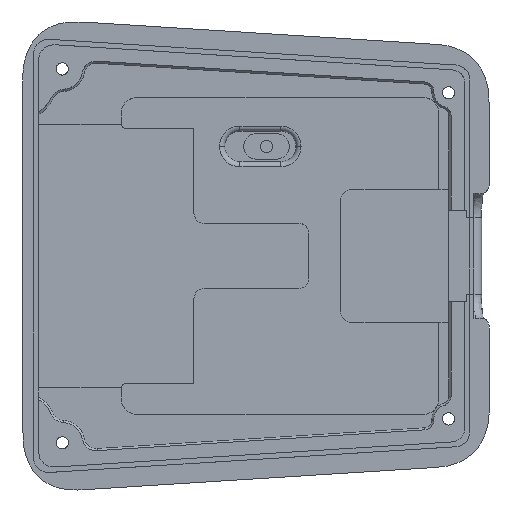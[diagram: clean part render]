
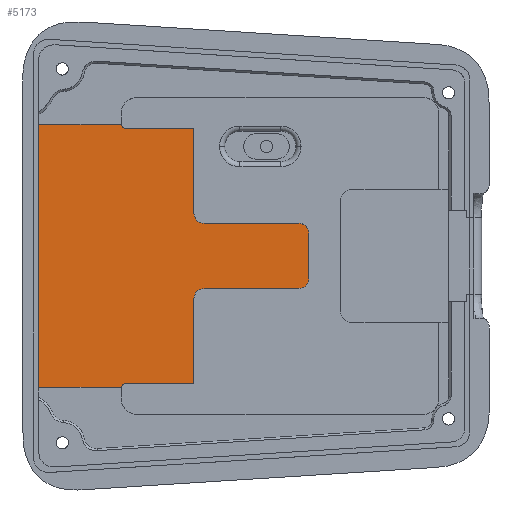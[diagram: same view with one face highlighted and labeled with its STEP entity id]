
A CAD part, top view. The second image highlights one B-rep face of the part: STEP entity #5173.
In plain terms, the highlighted planar face has unit normal (0, 0, 1).
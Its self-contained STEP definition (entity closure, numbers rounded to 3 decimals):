
#4756=CARTESIAN_POINT('',(-6.557,28.175,-2.579));
#4757=VERTEX_POINT('',#4756);
#4790=CARTESIAN_POINT('',(-6.557,-23.425,-2.579));
#4791=VERTEX_POINT('',#4790);
#4798=CARTESIAN_POINT('',(-6.557,-23.425,-2.579));
#4799=DIRECTION('',(0.,1.,-0.));
#4800=VECTOR('',#4799,51.6);
#4801=LINE('',#4798,#4800);
#4802=EDGE_CURVE('',#4791,#4757,#4801,.T.);
#4984=CARTESIAN_POINT('',(46.503,6.766,-2.579));
#4985=VERTEX_POINT('',#4984);
#4993=CARTESIAN_POINT('',(44.503,8.766,-2.579));
#4994=VERTEX_POINT('',#4993);
#5001=CARTESIAN_POINT('',(44.503,6.766,-2.579));
#5002=DIRECTION('',(-0.,0.,1.));
#5003=DIRECTION('',(1.,0.,0.));
#5004=AXIS2_PLACEMENT_3D('',#5001,#5002,#5003);
#5005=CIRCLE('',#5004,2.);
#5006=EDGE_CURVE('',#4985,#4994,#5005,.T.);
#5016=CARTESIAN_POINT('',(44.503,-4.034,-2.579));
#5017=VERTEX_POINT('',#5016);
#5025=CARTESIAN_POINT('',(46.503,-2.034,-2.579));
#5026=VERTEX_POINT('',#5025);
#5033=CARTESIAN_POINT('',(44.503,-2.034,-2.579));
#5034=DIRECTION('',(-0.,0.,1.));
#5035=DIRECTION('',(1.,0.,0.));
#5036=AXIS2_PLACEMENT_3D('',#5033,#5034,#5035);
#5037=CIRCLE('',#5036,2.);
#5038=EDGE_CURVE('',#5017,#5026,#5037,.T.);
#5043=CARTESIAN_POINT('',(33.503,2.366,-2.579));
#5044=DIRECTION('',(-0.,0.,1.));
#5045=DIRECTION('',(0.826,0.564,0.));
#5046=AXIS2_PLACEMENT_3D('',#5043,#5044,#5045);
#5047=PLANE('',#5046);
#5048=CARTESIAN_POINT('',(46.503,-2.034,-2.579));
#5049=DIRECTION('',(0.,1.,-0.));
#5050=VECTOR('',#5049,8.8);
#5051=LINE('',#5048,#5050);
#5052=EDGE_CURVE('',#5026,#4985,#5051,.T.);
#5053=ORIENTED_EDGE('',*,*,#5052,.T.);
#5054=ORIENTED_EDGE('',*,*,#5006,.T.);
#5055=CARTESIAN_POINT('',(25.943,8.766,-2.579));
#5056=VERTEX_POINT('',#5055);
#5057=CARTESIAN_POINT('',(25.943,8.766,-2.579));
#5058=DIRECTION('',(1.,-0.,0.));
#5059=VECTOR('',#5058,18.56);
#5060=LINE('',#5057,#5059);
#5061=EDGE_CURVE('',#5056,#4994,#5060,.T.);
#5062=ORIENTED_EDGE('',*,*,#5061,.F.);
#5063=CARTESIAN_POINT('',(23.943,10.766,-2.579));
#5064=VERTEX_POINT('',#5063);
#5065=CARTESIAN_POINT('',(25.943,10.766,-2.579));
#5066=DIRECTION('',(0.,-0.,-1.));
#5067=DIRECTION('',(1.,0.,0.));
#5068=AXIS2_PLACEMENT_3D('',#5065,#5066,#5067);
#5069=CIRCLE('',#5068,2.);
#5070=EDGE_CURVE('',#5056,#5064,#5069,.T.);
#5071=ORIENTED_EDGE('',*,*,#5070,.T.);
#5072=CARTESIAN_POINT('',(23.943,27.375,-2.579));
#5073=VERTEX_POINT('',#5072);
#5074=CARTESIAN_POINT('',(23.943,27.375,-2.579));
#5075=DIRECTION('',(-0.,-1.,0.));
#5076=VECTOR('',#5075,16.609);
#5077=LINE('',#5074,#5076);
#5078=EDGE_CURVE('',#5073,#5064,#5077,.T.);
#5079=ORIENTED_EDGE('',*,*,#5078,.F.);
#5080=CARTESIAN_POINT('',(10.703,27.375,-2.579));
#5081=VERTEX_POINT('',#5080);
#5082=CARTESIAN_POINT('',(10.703,27.375,-2.579));
#5083=DIRECTION('',(1.,0.,0.));
#5084=VECTOR('',#5083,13.24);
#5085=LINE('',#5082,#5084);
#5086=EDGE_CURVE('',#5081,#5073,#5085,.T.);
#5087=ORIENTED_EDGE('',*,*,#5086,.F.);
#5088=CARTESIAN_POINT('',(9.723,28.175,-2.579));
#5089=VERTEX_POINT('',#5088);
#5090=CARTESIAN_POINT('',(10.703,27.375,-2.579));
#5091=CARTESIAN_POINT('',(10.588,27.375,-2.579));
#5092=CARTESIAN_POINT('',(10.475,27.395,-2.579));
#5093=CARTESIAN_POINT('',(10.367,27.433,-2.579));
#5094=CARTESIAN_POINT('',(10.26,27.471,-2.579));
#5095=CARTESIAN_POINT('',(10.158,27.529,-2.579));
#5096=CARTESIAN_POINT('',(10.07,27.601,-2.579));
#5097=CARTESIAN_POINT('',(9.982,27.673,-2.579));
#5098=CARTESIAN_POINT('',(9.906,27.761,-2.579));
#5099=CARTESIAN_POINT('',(9.847,27.858,-2.579));
#5100=CARTESIAN_POINT('',(9.788,27.955,-2.579));
#5101=CARTESIAN_POINT('',(9.746,28.063,-2.579));
#5102=CARTESIAN_POINT('',(9.723,28.175,-2.579));
#5103=B_SPLINE_CURVE_WITH_KNOTS('',3,(#5090,#5091,#5092,#5093,#5094,#5095,#5096,#5097,#5098,#5099,#5100,#5101,#5102),.UNSPECIFIED.,.F.,.F.,(4,3,3,3,4),(0.005,0.005,0.006,0.006,0.006),.UNSPECIFIED.);
#5104=EDGE_CURVE('',#5081,#5089,#5103,.T.);
#5105=ORIENTED_EDGE('',*,*,#5104,.T.);
#5106=CARTESIAN_POINT('',(9.723,28.175,-2.579));
#5107=DIRECTION('',(-1.,-0.,-0.));
#5108=VECTOR('',#5107,16.28);
#5109=LINE('',#5106,#5108);
#5110=EDGE_CURVE('',#5089,#4757,#5109,.T.);
#5111=ORIENTED_EDGE('',*,*,#5110,.T.);
#5112=ORIENTED_EDGE('',*,*,#4802,.F.);
#5113=CARTESIAN_POINT('',(9.723,-23.425,-2.579));
#5114=VERTEX_POINT('',#5113);
#5115=CARTESIAN_POINT('',(9.723,-23.425,-2.579));
#5116=DIRECTION('',(-1.,-0.,-0.));
#5117=VECTOR('',#5116,16.28);
#5118=LINE('',#5115,#5117);
#5119=EDGE_CURVE('',#5114,#4791,#5118,.T.);
#5120=ORIENTED_EDGE('',*,*,#5119,.F.);
#5121=CARTESIAN_POINT('',(10.703,-22.625,-2.579));
#5122=VERTEX_POINT('',#5121);
#5123=CARTESIAN_POINT('',(9.723,-23.425,-2.579));
#5124=CARTESIAN_POINT('',(9.746,-23.312,-2.579));
#5125=CARTESIAN_POINT('',(9.788,-23.206,-2.579));
#5126=CARTESIAN_POINT('',(9.847,-23.108,-2.579));
#5127=CARTESIAN_POINT('',(9.906,-23.01,-2.579));
#5128=CARTESIAN_POINT('',(9.983,-22.922,-2.579));
#5129=CARTESIAN_POINT('',(10.071,-22.85,-2.579));
#5130=CARTESIAN_POINT('',(10.159,-22.778,-2.579));
#5131=CARTESIAN_POINT('',(10.261,-22.721,-2.579));
#5132=CARTESIAN_POINT('',(10.367,-22.683,-2.579));
#5133=CARTESIAN_POINT('',(10.474,-22.645,-2.579));
#5134=CARTESIAN_POINT('',(10.589,-22.625,-2.579));
#5135=CARTESIAN_POINT('',(10.703,-22.625,-2.579));
#5136=B_SPLINE_CURVE_WITH_KNOTS('',3,(#5123,#5124,#5125,#5126,#5127,#5128,#5129,#5130,#5131,#5132,#5133,#5134,#5135),.UNSPECIFIED.,.F.,.F.,(4,3,3,3,4),(0.005,0.005,0.006,0.006,0.006),.UNSPECIFIED.);
#5137=EDGE_CURVE('',#5114,#5122,#5136,.T.);
#5138=ORIENTED_EDGE('',*,*,#5137,.T.);
#5139=CARTESIAN_POINT('',(23.943,-22.625,-2.579));
#5140=VERTEX_POINT('',#5139);
#5141=CARTESIAN_POINT('',(10.703,-22.625,-2.579));
#5142=DIRECTION('',(1.,0.,0.));
#5143=VECTOR('',#5142,13.24);
#5144=LINE('',#5141,#5143);
#5145=EDGE_CURVE('',#5122,#5140,#5144,.T.);
#5146=ORIENTED_EDGE('',*,*,#5145,.T.);
#5147=CARTESIAN_POINT('',(23.943,-6.035,-2.579));
#5148=VERTEX_POINT('',#5147);
#5149=CARTESIAN_POINT('',(23.943,-6.035,-2.579));
#5150=DIRECTION('',(-0.,-1.,0.));
#5151=VECTOR('',#5150,16.59);
#5152=LINE('',#5149,#5151);
#5153=EDGE_CURVE('',#5148,#5140,#5152,.T.);
#5154=ORIENTED_EDGE('',*,*,#5153,.F.);
#5155=CARTESIAN_POINT('',(25.943,-4.034,-2.579));
#5156=VERTEX_POINT('',#5155);
#5157=CARTESIAN_POINT('',(25.943,-6.035,-2.579));
#5158=DIRECTION('',(0.,-0.,-1.));
#5159=DIRECTION('',(1.,0.,0.));
#5160=AXIS2_PLACEMENT_3D('',#5157,#5158,#5159);
#5161=CIRCLE('',#5160,2.);
#5162=EDGE_CURVE('',#5148,#5156,#5161,.T.);
#5163=ORIENTED_EDGE('',*,*,#5162,.T.);
#5164=CARTESIAN_POINT('',(25.943,-4.034,-2.579));
#5165=DIRECTION('',(1.,-0.,0.));
#5166=VECTOR('',#5165,18.56);
#5167=LINE('',#5164,#5166);
#5168=EDGE_CURVE('',#5156,#5017,#5167,.T.);
#5169=ORIENTED_EDGE('',*,*,#5168,.T.);
#5170=ORIENTED_EDGE('',*,*,#5038,.T.);
#5171=EDGE_LOOP('',(#5053,#5054,#5062,#5071,#5079,#5087,#5105,#5111,#5112,#5120,#5138,#5146,#5154,#5163,#5169,#5170));
#5172=FACE_BOUND('',#5171,.T.);
#5173=ADVANCED_FACE('',(#5172),#5047,.T.);
